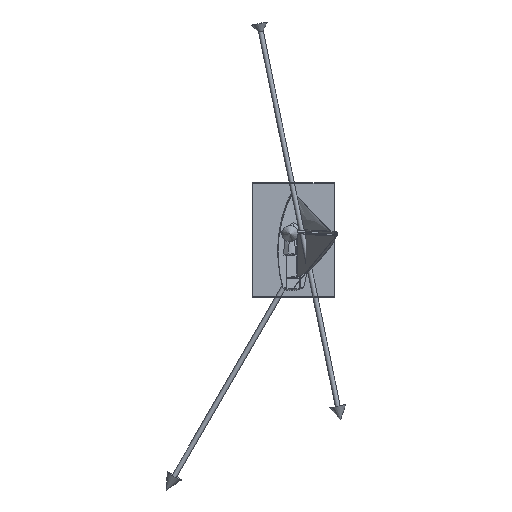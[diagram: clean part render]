
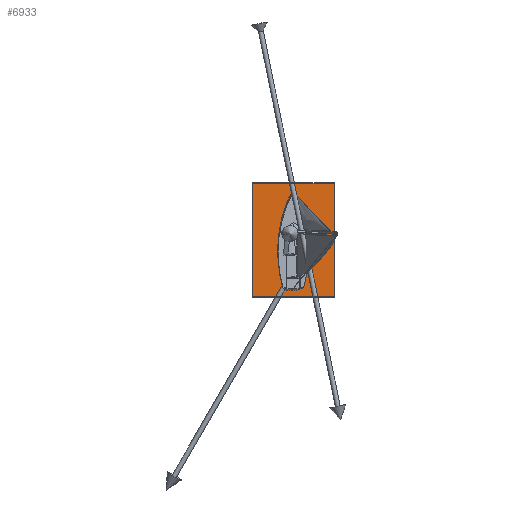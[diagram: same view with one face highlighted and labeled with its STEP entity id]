
A CAD part, top view. The second image highlights one B-rep face of the part: STEP entity #6933.
In plain terms, the highlighted planar face has unit normal (0, 0, 1).
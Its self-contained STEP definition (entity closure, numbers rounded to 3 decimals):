
#6813 = EDGE_CURVE('',#6814,#6816,#6818,.T.);
#6814 = VERTEX_POINT('',#6815);
#6815 = CARTESIAN_POINT('',(5050.,7050.,3020.));
#6816 = VERTEX_POINT('',#6817);
#6817 = CARTESIAN_POINT('',(5050.,-7050.,3020.));
#6818 = LINE('',#6819,#6820);
#6819 = CARTESIAN_POINT('',(5050.,7050.,3020.));
#6820 = VECTOR('',#6821,1.);
#6821 = DIRECTION('',(0.,-1.,0.));
#6853 = EDGE_CURVE('',#6816,#6854,#6856,.T.);
#6854 = VERTEX_POINT('',#6855);
#6855 = CARTESIAN_POINT('',(-5050.,-7050.,3020.));
#6856 = LINE('',#6857,#6858);
#6857 = CARTESIAN_POINT('',(5050.,-7050.,3020.));
#6858 = VECTOR('',#6859,1.);
#6859 = DIRECTION('',(-1.,0.,0.));
#6884 = EDGE_CURVE('',#6854,#6885,#6887,.T.);
#6885 = VERTEX_POINT('',#6886);
#6886 = CARTESIAN_POINT('',(-5050.,7050.,3020.));
#6887 = LINE('',#6888,#6889);
#6888 = CARTESIAN_POINT('',(-5050.,-7050.,3020.));
#6889 = VECTOR('',#6890,1.);
#6890 = DIRECTION('',(0.,1.,0.));
#6915 = EDGE_CURVE('',#6885,#6814,#6916,.T.);
#6916 = LINE('',#6917,#6918);
#6917 = CARTESIAN_POINT('',(-5050.,7050.,3020.));
#6918 = VECTOR('',#6919,1.);
#6919 = DIRECTION('',(1.,0.,0.));
#6933 = ADVANCED_FACE('',(#6934),#6940,.T.);
#6934 = FACE_BOUND('',#6935,.T.);
#6935 = EDGE_LOOP('',(#6936,#6937,#6938,#6939));
#6936 = ORIENTED_EDGE('',*,*,#6813,.F.);
#6937 = ORIENTED_EDGE('',*,*,#6915,.F.);
#6938 = ORIENTED_EDGE('',*,*,#6884,.F.);
#6939 = ORIENTED_EDGE('',*,*,#6853,.F.);
#6940 = PLANE('',#6941);
#6941 = AXIS2_PLACEMENT_3D('',#6942,#6943,#6944);
#6942 = CARTESIAN_POINT('',(0.,0.,3020.));
#6943 = DIRECTION('',(0.,0.,1.));
#6944 = DIRECTION('',(1.,0.,0.));
